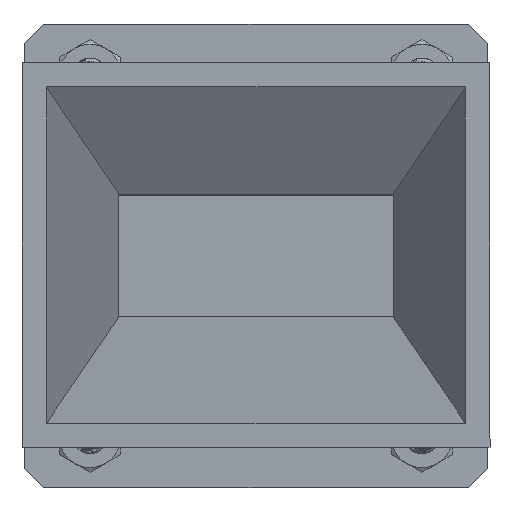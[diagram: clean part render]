
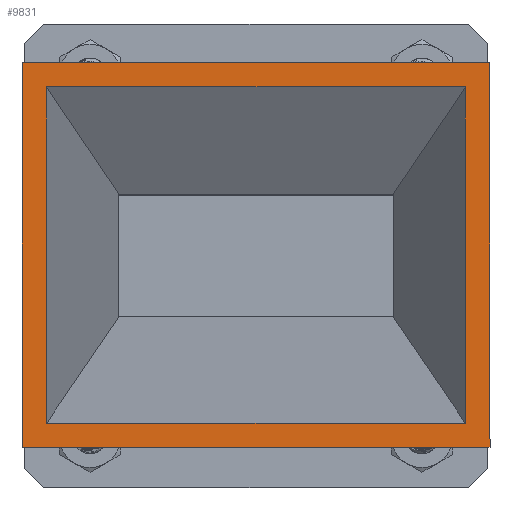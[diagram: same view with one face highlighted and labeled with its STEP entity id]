
A CAD part, top view. The second image highlights one B-rep face of the part: STEP entity #9831.
In plain terms, the highlighted planar face has unit normal (0, 0, 1).
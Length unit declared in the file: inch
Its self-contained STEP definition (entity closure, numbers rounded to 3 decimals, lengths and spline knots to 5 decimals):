
#525 = LINE ( 'NONE', #6547, #5127 ) ;
#633 = DIRECTION ( 'NONE',  ( 1., 0., 0. ) ) ;
#656 = DIRECTION ( 'NONE',  ( -1., 0., 0. ) ) ;
#896 = LINE ( 'NONE', #13564, #3888 ) ;
#919 = CARTESIAN_POINT ( 'NONE',  ( 0.78338, -0.95317, 3.53931 ) ) ;
#1172 = EDGE_CURVE ( 'NONE', #11279, #1314, #10303, .T. ) ;
#1314 = VERTEX_POINT ( 'NONE', #5554 ) ;
#1476 = LINE ( 'NONE', #7207, #9266 ) ;
#1639 = EDGE_CURVE ( 'NONE', #10763, #3067, #7589, .T. ) ;
#1719 = CARTESIAN_POINT ( 'NONE',  ( 0., 0., 3.53931 ) ) ;
#1933 = CARTESIAN_POINT ( 'NONE',  ( 0., -0.85273, 3.53931 ) ) ;
#2797 = DIRECTION ( 'NONE',  ( 1., 0., 0. ) ) ;
#2885 = LINE ( 'NONE', #7540, #4603 ) ;
#3067 = VERTEX_POINT ( 'NONE', #919 ) ;
#3080 = LINE ( 'NONE', #1933, #6641 ) ;
#3124 = VECTOR ( 'NONE', #10928, 39.37008 ) ;
#3888 = VECTOR ( 'NONE', #656, 39.37008 ) ;
#4348 = CARTESIAN_POINT ( 'NONE',  ( 0.78338, 0.95317, 3.53931 ) ) ;
#4603 = VECTOR ( 'NONE', #12177, 39.37008 ) ;
#5089 = DIRECTION ( 'NONE',  ( 0., 0., 1. ) ) ;
#5127 = VECTOR ( 'NONE', #5184, 39.37008 ) ;
#5184 = DIRECTION ( 'NONE',  ( 0., -1., 0. ) ) ;
#5305 = FACE_OUTER_BOUND ( 'NONE', #7424, .T. ) ;
#5332 = EDGE_LOOP ( 'NONE', ( #10745, #10028, #8379, #14339 ) ) ;
#5460 = EDGE_CURVE ( 'NONE', #1314, #10557, #1476, .T. ) ;
#5533 = VECTOR ( 'NONE', #9877, 39.37008 ) ;
#5554 = CARTESIAN_POINT ( 'NONE',  ( -0.68442, 0.85273, 3.53931 ) ) ;
#5785 = CARTESIAN_POINT ( 'NONE',  ( 0.78338, 0., 3.53931 ) ) ;
#6495 = DIRECTION ( 'NONE',  ( 0., 1., 0. ) ) ;
#6547 = CARTESIAN_POINT ( 'NONE',  ( -0.78338, 0., 3.53931 ) ) ;
#6641 = VECTOR ( 'NONE', #633, 39.37008 ) ;
#7207 = CARTESIAN_POINT ( 'NONE',  ( -0.68442, 0., 3.53931 ) ) ;
#7326 = ORIENTED_EDGE ( 'NONE', *, *, #8083, .T. ) ;
#7424 = EDGE_LOOP ( 'NONE', ( #14035, #12999, #11711, #7326 ) ) ;
#7540 = CARTESIAN_POINT ( 'NONE',  ( 0.68442, 0., 3.53931 ) ) ;
#7589 = LINE ( 'NONE', #10778, #3124 ) ;
#7838 = CARTESIAN_POINT ( 'NONE',  ( -0.78338, 0.95317, 3.53931 ) ) ;
#8083 = EDGE_CURVE ( 'NONE', #14488, #10763, #525, .T. ) ;
#8121 = DIRECTION ( 'NONE',  ( 0., -1., 0. ) ) ;
#8234 = CARTESIAN_POINT ( 'NONE',  ( 0., 0.85273, 3.53931 ) ) ;
#8379 = ORIENTED_EDGE ( 'NONE', *, *, #5460, .F. ) ;
#9035 = AXIS2_PLACEMENT_3D ( 'NONE', #1719, #5089, #2797 ) ;
#9093 = CARTESIAN_POINT ( 'NONE',  ( -0.78338, -0.95317, 3.53931 ) ) ;
#9202 = LINE ( 'NONE', #5785, #11229 ) ;
#9266 = VECTOR ( 'NONE', #8121, 39.37008 ) ;
#9558 = EDGE_CURVE ( 'NONE', #3067, #13014, #9202, .T. ) ;
#9793 = FACE_BOUND ( 'NONE', #5332, .T. ) ;
#9831 = ADVANCED_FACE ( 'NONE', ( #5305, #9793 ), #13405, .T. ) ;
#9877 = DIRECTION ( 'NONE',  ( -1., 0., 0. ) ) ;
#10028 = ORIENTED_EDGE ( 'NONE', *, *, #10581, .F. ) ;
#10057 = VERTEX_POINT ( 'NONE', #11330 ) ;
#10303 = LINE ( 'NONE', #8234, #5533 ) ;
#10557 = VERTEX_POINT ( 'NONE', #11542 ) ;
#10581 = EDGE_CURVE ( 'NONE', #10557, #10057, #3080, .T. ) ;
#10745 = ORIENTED_EDGE ( 'NONE', *, *, #13864, .T. ) ;
#10763 = VERTEX_POINT ( 'NONE', #9093 ) ;
#10778 = CARTESIAN_POINT ( 'NONE',  ( 0., -0.95317, 3.53931 ) ) ;
#10928 = DIRECTION ( 'NONE',  ( 1., 0., 0. ) ) ;
#11229 = VECTOR ( 'NONE', #6495, 39.37008 ) ;
#11279 = VERTEX_POINT ( 'NONE', #13968 ) ;
#11330 = CARTESIAN_POINT ( 'NONE',  ( 0.68442, -0.85273, 3.53931 ) ) ;
#11542 = CARTESIAN_POINT ( 'NONE',  ( -0.68442, -0.85273, 3.53931 ) ) ;
#11711 = ORIENTED_EDGE ( 'NONE', *, *, #14562, .T. ) ;
#12177 = DIRECTION ( 'NONE',  ( 0., -1., 0. ) ) ;
#12999 = ORIENTED_EDGE ( 'NONE', *, *, #9558, .T. ) ;
#13014 = VERTEX_POINT ( 'NONE', #4348 ) ;
#13405 = PLANE ( 'NONE',  #9035 ) ;
#13564 = CARTESIAN_POINT ( 'NONE',  ( 0., 0.95317, 3.53931 ) ) ;
#13864 = EDGE_CURVE ( 'NONE', #11279, #10057, #2885, .T. ) ;
#13968 = CARTESIAN_POINT ( 'NONE',  ( 0.68442, 0.85273, 3.53931 ) ) ;
#14035 = ORIENTED_EDGE ( 'NONE', *, *, #1639, .T. ) ;
#14339 = ORIENTED_EDGE ( 'NONE', *, *, #1172, .F. ) ;
#14488 = VERTEX_POINT ( 'NONE', #7838 ) ;
#14562 = EDGE_CURVE ( 'NONE', #13014, #14488, #896, .T. ) ;
